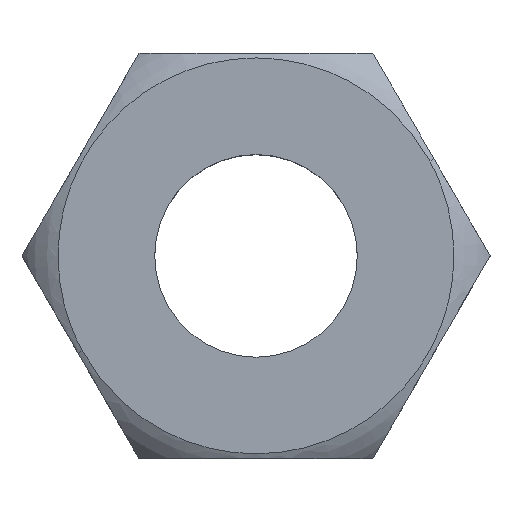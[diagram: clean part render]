
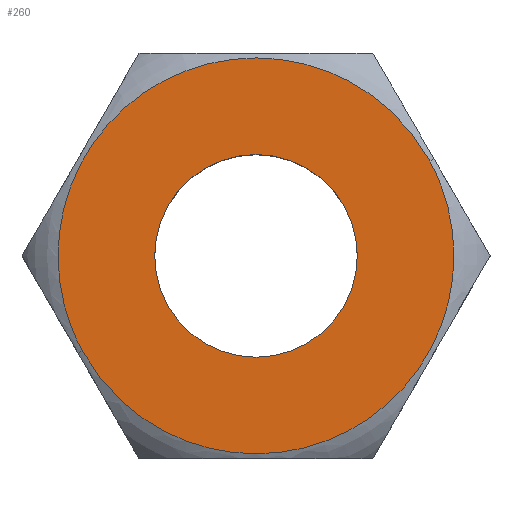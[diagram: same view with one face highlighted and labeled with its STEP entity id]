
A CAD part, top view. The second image highlights one B-rep face of the part: STEP entity #260.
In plain terms, the highlighted planar face has unit normal (0, 0, 1).
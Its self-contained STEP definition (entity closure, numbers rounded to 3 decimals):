
#57=CARTESIAN_POINT('Axis2P3D Location',(0.,0.,4.)) ;
#61=CARTESIAN_POINT('Vertex',(-5.,0.,4.)) ;
#63=CARTESIAN_POINT('Vertex',(5.,0.,4.)) ;
#92=CARTESIAN_POINT('Axis2P3D Location',(0.,0.,4.)) ;
#185=CARTESIAN_POINT('Axis2P3D Location',(0.,0.,4.)) ;
#191=CARTESIAN_POINT('Control Point',(8.571,4.683,4.)) ;
#192=CARTESIAN_POINT('Control Point',(8.179,5.401,4.)) ;
#193=CARTESIAN_POINT('Control Point',(7.711,6.079,4.)) ;
#194=CARTESIAN_POINT('Control Point',(7.173,6.705,4.)) ;
#195=CARTESIAN_POINT('Control Point',(5.975,7.834,4.)) ;
#196=CARTESIAN_POINT('Control Point',(4.568,8.691,4.)) ;
#197=CARTESIAN_POINT('Control Point',(3.822,9.044,4.)) ;
#198=CARTESIAN_POINT('Control Point',(2.268,9.588,4.)) ;
#199=CARTESIAN_POINT('Control Point',(0.634,9.798,4.)) ;
#200=CARTESIAN_POINT('Control Point',(-0.191,9.817,4.)) ;
#201=CARTESIAN_POINT('Control Point',(-1.833,9.681,4.)) ;
#202=CARTESIAN_POINT('Control Point',(-3.41,9.207,4.)) ;
#203=CARTESIAN_POINT('Control Point',(-4.172,8.889,4.)) ;
#204=CARTESIAN_POINT('Control Point',(-5.616,8.096,4.)) ;
#205=CARTESIAN_POINT('Control Point',(-6.864,7.021,4.)) ;
#206=CARTESIAN_POINT('Control Point',(-7.429,6.42,4.)) ;
#207=CARTESIAN_POINT('Control Point',(-8.425,5.108,4.)) ;
#208=CARTESIAN_POINT('Control Point',(-9.128,3.618,4.)) ;
#209=CARTESIAN_POINT('Control Point',(-9.399,2.839,4.)) ;
#210=CARTESIAN_POINT('Control Point',(-9.775,1.235,4.)) ;
#211=CARTESIAN_POINT('Control Point',(-9.81,-0.412,4.)) ;
#212=CARTESIAN_POINT('Control Point',(-9.741,-1.234,4.)) ;
#213=CARTESIAN_POINT('Control Point',(-9.51,-2.441,4.)) ;
#214=CARTESIAN_POINT('Control Point',(-9.096,-3.593,4.)) ;
#215=CARTESIAN_POINT('Control Point',(-8.94,-3.965,4.)) ;
#216=CARTESIAN_POINT('Control Point',(-8.765,-4.329,4.)) ;
#217=CARTESIAN_POINT('Control Point',(-8.571,-4.683,4.)) ;
#218=CARTESIAN_POINT('Vertex',(8.571,4.683,4.)) ;
#220=CARTESIAN_POINT('Vertex',(-8.571,-4.683,4.)) ;
#224=CARTESIAN_POINT('Control Point',(-8.571,-4.683,4.)) ;
#225=CARTESIAN_POINT('Control Point',(-8.179,-5.401,4.)) ;
#226=CARTESIAN_POINT('Control Point',(-7.711,-6.079,4.)) ;
#227=CARTESIAN_POINT('Control Point',(-7.173,-6.705,4.)) ;
#228=CARTESIAN_POINT('Control Point',(-5.975,-7.834,4.)) ;
#229=CARTESIAN_POINT('Control Point',(-4.568,-8.691,4.)) ;
#230=CARTESIAN_POINT('Control Point',(-3.822,-9.044,4.)) ;
#231=CARTESIAN_POINT('Control Point',(-2.268,-9.588,4.)) ;
#232=CARTESIAN_POINT('Control Point',(-0.634,-9.798,4.)) ;
#233=CARTESIAN_POINT('Control Point',(0.191,-9.817,4.)) ;
#234=CARTESIAN_POINT('Control Point',(1.833,-9.681,4.)) ;
#235=CARTESIAN_POINT('Control Point',(3.41,-9.207,4.)) ;
#236=CARTESIAN_POINT('Control Point',(4.172,-8.889,4.)) ;
#237=CARTESIAN_POINT('Control Point',(5.616,-8.096,4.)) ;
#238=CARTESIAN_POINT('Control Point',(6.864,-7.021,4.)) ;
#239=CARTESIAN_POINT('Control Point',(7.429,-6.42,4.)) ;
#240=CARTESIAN_POINT('Control Point',(8.425,-5.108,4.)) ;
#241=CARTESIAN_POINT('Control Point',(9.128,-3.618,4.)) ;
#242=CARTESIAN_POINT('Control Point',(9.399,-2.839,4.)) ;
#243=CARTESIAN_POINT('Control Point',(9.775,-1.235,4.)) ;
#244=CARTESIAN_POINT('Control Point',(9.81,0.412,4.)) ;
#245=CARTESIAN_POINT('Control Point',(9.741,1.234,4.)) ;
#246=CARTESIAN_POINT('Control Point',(9.51,2.441,4.)) ;
#247=CARTESIAN_POINT('Control Point',(9.096,3.593,4.)) ;
#248=CARTESIAN_POINT('Control Point',(8.94,3.965,4.)) ;
#249=CARTESIAN_POINT('Control Point',(8.765,4.329,4.)) ;
#250=CARTESIAN_POINT('Control Point',(8.571,4.683,4.)) ;
#58=DIRECTION('Axis2P3D Direction',(0.,0.,1.)) ;
#93=DIRECTION('Axis2P3D Direction',(0.,0.,1.)) ;
#186=DIRECTION('Axis2P3D Direction',(0.,0.,1.)) ;
#187=DIRECTION('Axis2P3D XDirection',(1.,0.,0.)) ;
#59=AXIS2_PLACEMENT_3D('Circle Axis2P3D',#57,#58,$) ;
#94=AXIS2_PLACEMENT_3D('Circle Axis2P3D',#92,#93,$) ;
#188=AXIS2_PLACEMENT_3D('Plane Axis2P3D',#185,#186,#187) ;
#253=ORIENTED_EDGE('',*,*,#222,.T.) ;
#254=ORIENTED_EDGE('',*,*,#251,.T.) ;
#257=ORIENTED_EDGE('',*,*,#65,.F.) ;
#258=ORIENTED_EDGE('',*,*,#96,.F.) ;
#259=FACE_BOUND('',#256,.T.) ;
#260=ADVANCED_FACE('Nut M10',(#255,#259),#189,.T.) ;
#190=B_SPLINE_CURVE_WITH_KNOTS('',5,(#191,#192,#193,#194,#195,#196,#197,#198,#199,#200,#201,#202,#203,#204,#205,#206,#207,#208,#209,#210,#211,#212,#213,#214,#215,#216,#217),.UNSPECIFIED.,.F.,.U.,(6,3,3,3,3,3,3,3,6),(0.,5.33,10.662,15.994,21.326,26.658,31.989,37.321,39.945),.UNSPECIFIED.) ;
#223=B_SPLINE_CURVE_WITH_KNOTS('',5,(#224,#225,#226,#227,#228,#229,#230,#231,#232,#233,#234,#235,#236,#237,#238,#239,#240,#241,#242,#243,#244,#245,#246,#247,#248,#249,#250),.UNSPECIFIED.,.F.,.U.,(6,3,3,3,3,3,3,3,6),(0.,5.33,10.662,15.994,21.326,26.658,31.989,37.321,39.945),.UNSPECIFIED.) ;
#60=CIRCLE('generated circle',#59,5.) ;
#95=CIRCLE('generated circle',#94,5.) ;
#65=EDGE_CURVE('',#62,#64,#60,.T.) ;
#96=EDGE_CURVE('',#64,#62,#95,.T.) ;
#222=EDGE_CURVE('',#219,#221,#190,.T.) ;
#251=EDGE_CURVE('',#221,#219,#223,.T.) ;
#252=EDGE_LOOP('',(#253,#254)) ;
#256=EDGE_LOOP('',(#257,#258)) ;
#255=FACE_OUTER_BOUND('',#252,.T.) ;
#189=PLANE('',#188) ;
#62=VERTEX_POINT('',#61) ;
#64=VERTEX_POINT('',#63) ;
#219=VERTEX_POINT('',#218) ;
#221=VERTEX_POINT('',#220) ;
